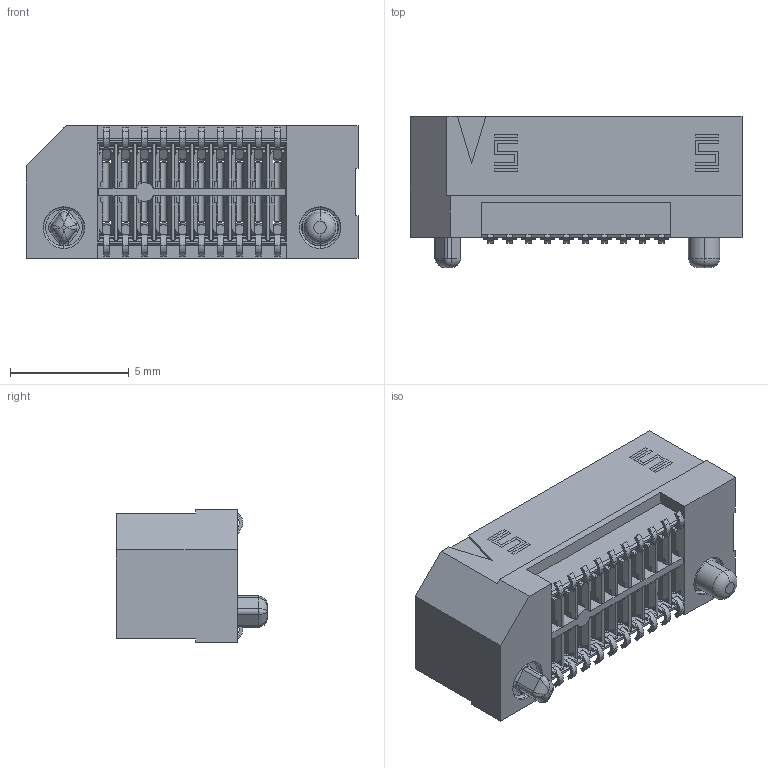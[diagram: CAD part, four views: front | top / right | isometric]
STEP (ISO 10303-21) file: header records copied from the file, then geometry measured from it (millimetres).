
FILE_DESCRIPTION (( 'STEP AP203' ), '1' );
FILE_NAME ('ERF8-010-05.0-X-DV.step', '2008-11-13T22:25:20', ( ' Dean Purvis' ), ( 'Samtec' ), 'SwSTEP 2.0', 'SolidWorks 2008', '' );
FILE_SCHEMA (( 'CONFIG_CONTROL_DESIGN' ));
Length unit declared in the file: millimetre
Products named in the file (3): ERF8-010-05.0-X-DV; ERF8-XXX-XX.X-DV-XXX_-05 30 pos; C-211-XX.X-X_-05
Assembly tree (21 placements, depth 2):
  ERF8-010-05.0-X-DV
    C-211-XX.X-X_-05  x20
    ERF8-XXX-XX.X-DV-XXX_-05 30 pos
Bounding box: 14 x 6.37 x 5.6 mm (x, y, z)
Volume: 174.4 mm3; surface area: 813.5 mm2
Topology: 21 solids, 21 shells, 2833 faces, 7771 edges, 4874 vertices
Faces by surface type: plane 1836, cylinder 500, bspline 324, torus 173
Entity records: 33156 total; most frequent: CARTESIAN_POINT 6655, ORIENTED_EDGE 5722, DIRECTION 4849, EDGE_CURVE 2861, VECTOR 2503, LINE 2503, VERTEX_POINT 1853, AXIS2_PLACEMENT_3D 1173
